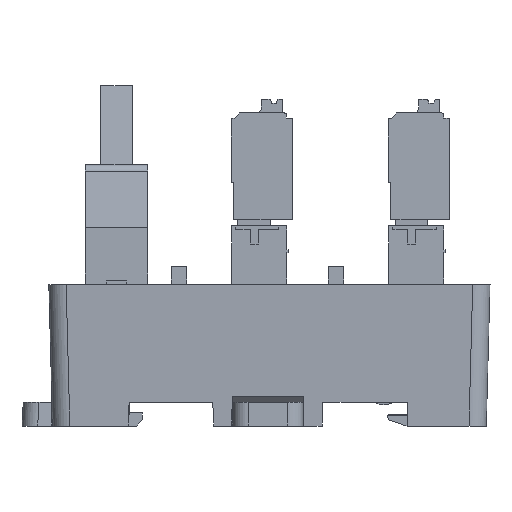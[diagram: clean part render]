
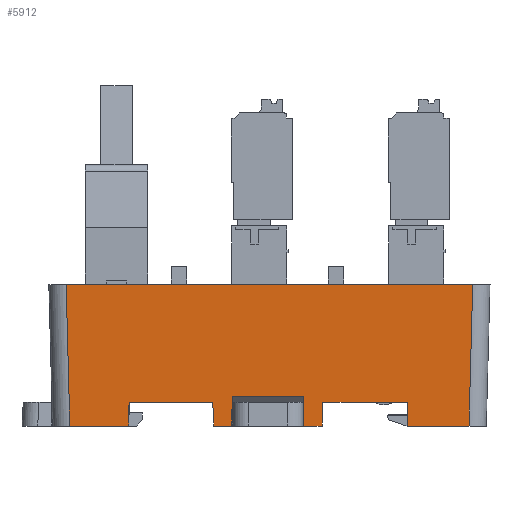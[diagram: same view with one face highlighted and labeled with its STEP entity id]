
A CAD part, left-side view. The second image highlights one B-rep face of the part: STEP entity #5912.
In plain terms, the highlighted planar face has unit normal (-1, 0, -0.026).
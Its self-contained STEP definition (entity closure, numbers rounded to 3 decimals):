
#3147=FACE_OUTER_BOUND('',#12624,.T.);
#5912=ADVANCED_FACE('',(#3147),#8403,.T.);
#8403=PLANE('',#59140);
#12624=EDGE_LOOP('',(#26557,#26558,#26559,#26560,#26561,#26562,#26563,#26564,
#26565,#26566,#26567,#26568,#26569,#26570,#26571,#26572));
#26557=ORIENTED_EDGE('',*,*,#41295,.T.);
#26558=ORIENTED_EDGE('',*,*,#40814,.F.);
#26559=ORIENTED_EDGE('',*,*,#41296,.T.);
#26560=ORIENTED_EDGE('',*,*,#41284,.T.);
#26561=ORIENTED_EDGE('',*,*,#41282,.F.);
#26562=ORIENTED_EDGE('',*,*,#41279,.T.);
#26563=ORIENTED_EDGE('',*,*,#41274,.F.);
#26564=ORIENTED_EDGE('',*,*,#41272,.T.);
#26565=ORIENTED_EDGE('',*,*,#41268,.F.);
#26566=ORIENTED_EDGE('',*,*,#41265,.T.);
#26567=ORIENTED_EDGE('',*,*,#41264,.F.);
#26568=ORIENTED_EDGE('',*,*,#41260,.T.);
#26569=ORIENTED_EDGE('',*,*,#41259,.T.);
#26570=ORIENTED_EDGE('',*,*,#41278,.T.);
#26571=ORIENTED_EDGE('',*,*,#41255,.T.);
#26572=ORIENTED_EDGE('',*,*,#41289,.T.);
#33461=VERTEX_POINT('',#87829);
#33462=VERTEX_POINT('',#87830);
#33759=VERTEX_POINT('',#88723);
#33760=VERTEX_POINT('',#88725);
#33761=VERTEX_POINT('',#88729);
#33762=VERTEX_POINT('',#88731);
#33763=VERTEX_POINT('',#88735);
#33764=VERTEX_POINT('',#88739);
#33766=VERTEX_POINT('',#88745);
#33768=VERTEX_POINT('',#88751);
#33769=VERTEX_POINT('',#88756);
#33770=VERTEX_POINT('',#88760);
#33771=VERTEX_POINT('',#88768);
#33772=VERTEX_POINT('',#88773);
#33773=VERTEX_POINT('',#88777);
#33777=VERTEX_POINT('',#88786);
#40814=EDGE_CURVE('',#33461,#33462,#47617,.T.);
#41255=EDGE_CURVE('',#33760,#33759,#48017,.T.);
#41259=EDGE_CURVE('',#33761,#33762,#48021,.T.);
#41260=EDGE_CURVE('',#33763,#33761,#48022,.T.);
#41264=EDGE_CURVE('',#33763,#33764,#48026,.T.);
#41265=EDGE_CURVE('',#33766,#33764,#48027,.T.);
#41268=EDGE_CURVE('',#33766,#33768,#48030,.T.);
#41272=EDGE_CURVE('',#33769,#33768,#48034,.T.);
#41274=EDGE_CURVE('',#33769,#33770,#48036,.T.);
#41278=EDGE_CURVE('',#33762,#33760,#48040,.T.);
#41279=EDGE_CURVE('',#33771,#33770,#48041,.T.);
#41282=EDGE_CURVE('',#33771,#33772,#48044,.T.);
#41284=EDGE_CURVE('',#33773,#33772,#48046,.T.);
#41289=EDGE_CURVE('',#33759,#33777,#48049,.T.);
#41295=EDGE_CURVE('',#33777,#33462,#48054,.T.);
#41296=EDGE_CURVE('',#33461,#33773,#48055,.T.);
#47617=LINE('',#87828,#54246);
#48017=LINE('',#88724,#54646);
#48021=LINE('',#88732,#54650);
#48022=LINE('',#88734,#54651);
#48026=LINE('',#88742,#54655);
#48027=LINE('',#88744,#54656);
#48030=LINE('',#88750,#54659);
#48034=LINE('',#88757,#54663);
#48036=LINE('',#88761,#54665);
#48040=LINE('',#88766,#54669);
#48041=LINE('',#88767,#54670);
#48044=LINE('',#88772,#54673);
#48046=LINE('',#88776,#54675);
#48049=LINE('',#88787,#54678);
#48054=LINE('',#88797,#54683);
#48055=LINE('',#88799,#54684);
#54246=VECTOR('',#71172,1.);
#54646=VECTOR('',#71966,1.);
#54650=VECTOR('',#71972,1.);
#54651=VECTOR('',#71975,1.);
#54655=VECTOR('',#71981,1.);
#54656=VECTOR('',#71984,1.);
#54659=VECTOR('',#71989,1.);
#54663=VECTOR('',#71995,1.);
#54665=VECTOR('',#71999,1.);
#54669=VECTOR('',#72005,1.);
#54670=VECTOR('',#72006,1.);
#54673=VECTOR('',#72011,1.);
#54675=VECTOR('',#72015,1.);
#54678=VECTOR('',#72024,1.);
#54683=VECTOR('',#72037,1.);
#54684=VECTOR('',#72040,1.);
#59140=AXIS2_PLACEMENT_3D('',#88800,#72041,#72042);
#71172=DIRECTION('',(0.,-1.,0.));
#71966=DIRECTION('',(0.026,-0.017,-1.));
#71972=DIRECTION('',(-0.026,-0.035,0.999));
#71975=DIRECTION('',(0.,-1.,0.));
#71981=DIRECTION('',(-0.026,0.009,1.));
#71984=DIRECTION('',(0.,-1.,0.));
#71989=DIRECTION('',(0.026,0.009,-1.));
#71995=DIRECTION('',(0.,-1.,0.));
#71999=DIRECTION('',(-0.026,0.035,0.999));
#72005=DIRECTION('',(0.,-1.,0.));
#72006=DIRECTION('',(0.,-1.,0.));
#72011=DIRECTION('',(0.026,0.017,-1.));
#72015=DIRECTION('',(0.,-1.,0.));
#72024=DIRECTION('',(0.,-1.,0.));
#72037=DIRECTION('',(-0.026,-0.026,0.999));
#72040=DIRECTION('',(0.026,-0.026,-0.999));
#72041=DIRECTION('',(-1.,0.,-0.026));
#72042=DIRECTION('',(-0.026,0.,1.));
#87828=CARTESIAN_POINT('',(-50.95,259.699,190.));
#87829=CARTESIAN_POINT('',(-50.95,285.85,190.));
#87830=CARTESIAN_POINT('',(-50.95,234.148,190.));
#88723=CARTESIAN_POINT('',(-50.479,242.397,172.));
#88724=CARTESIAN_POINT('',(-50.958,242.716,190.294));
#88725=CARTESIAN_POINT('',(-50.557,242.449,175.));
#88729=CARTESIAN_POINT('',(-50.479,253.304,172.));
#88731=CARTESIAN_POINT('',(-50.557,253.199,175.));
#88732=CARTESIAN_POINT('',(-50.944,252.684,189.753));
#88734=CARTESIAN_POINT('',(-50.479,260.199,172.));
#88735=CARTESIAN_POINT('',(-50.479,255.623,172.));
#88739=CARTESIAN_POINT('',(-50.576,255.655,175.726));
#88742=CARTESIAN_POINT('',(-50.951,255.78,190.032));
#88744=CARTESIAN_POINT('',(-50.576,50.754,175.726));
#88745=CARTESIAN_POINT('',(-50.576,264.743,175.726));
#88750=CARTESIAN_POINT('',(-50.951,264.618,190.04));
#88751=CARTESIAN_POINT('',(-50.479,264.775,172.));
#88756=CARTESIAN_POINT('',(-50.479,267.094,172.));
#88757=CARTESIAN_POINT('',(-50.479,260.199,172.));
#88760=CARTESIAN_POINT('',(-50.557,267.199,175.));
#88761=CARTESIAN_POINT('',(-50.526,267.157,173.798));
#88766=CARTESIAN_POINT('',(-50.557,260.199,175.));
#88767=CARTESIAN_POINT('',(-50.557,260.199,175.));
#88768=CARTESIAN_POINT('',(-50.557,277.849,175.));
#88772=CARTESIAN_POINT('',(-50.526,277.87,173.796));
#88773=CARTESIAN_POINT('',(-50.479,277.901,172.));
#88776=CARTESIAN_POINT('',(-50.479,260.199,172.));
#88777=CARTESIAN_POINT('',(-50.479,285.378,172.));
#88786=CARTESIAN_POINT('',(-50.479,234.62,172.));
#88787=CARTESIAN_POINT('',(-50.479,259.699,172.));
#88797=CARTESIAN_POINT('',(-50.933,234.166,189.34));
#88799=CARTESIAN_POINT('',(-50.933,285.833,189.34));
#88800=CARTESIAN_POINT('',(-50.95,259.699,189.997));
